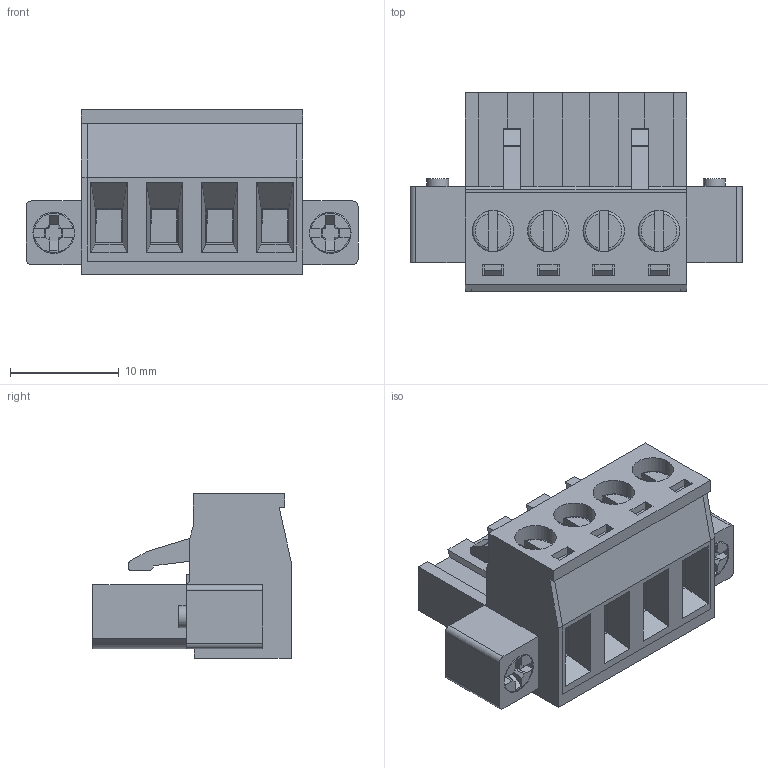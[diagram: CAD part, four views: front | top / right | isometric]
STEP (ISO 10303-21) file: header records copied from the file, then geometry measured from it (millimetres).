
FILE_DESCRIPTION( ( 'Unknown' ), '1' );
FILE_NAME( '691340500004.stp', 'Unknown', ( 'Unknown' ), ( 'Unknown' ), 'PSStep 18.0.17', 'Unknown', ' ' );
FILE_SCHEMA( ( 'AUTOMOTIVE_DESIGN { 1 0 10303 214 1 1 1 1 }' ) );
Length unit declared in the file: millimetre
Products named in the file (7): Assem1; 6913405000xx_CAGE; 6913405000xx_PIN; 6913405000xx_VIS; 6913405000xx_VIS flange; 691340500004; 691340500004_CAPOT
Assembly tree (16 placements, depth 2):
  Assem1
    6913405000xx_CAGE  x4
    6913405000xx_PIN  x4
    6913405000xx_VIS  x4
    6913405000xx_VIS flange  x2
    691340500004
    691340500004_CAPOT
Bounding box: 30.48 x 18.2 x 15.1 mm (x, y, z)
Volume: 2736.8 mm3; surface area: 7058.6 mm2
Topology: 16 solids, 16 shells, 1039 faces, 2820 edges, 1844 vertices
Faces by surface type: plane 769, cylinder 242, torus 18, cone 10
Full cylindrical faces by diameter (mm): 1.5 x4, 2 x2, 2.2 x4, 2.4 x2, 2.5 x6, 2.9 x4, 2.95 x4, 3 x4, 3.8 x12
Entity records: 24816 total; most frequent: CARTESIAN_POINT 3543, ORIENTED_EDGE 3336, DIRECTION 3180, EDGE_CURVE 1668, LINE 1430, VECTOR 1430, VERTEX_POINT 1106, AXIS2_PLACEMENT_3D 875
